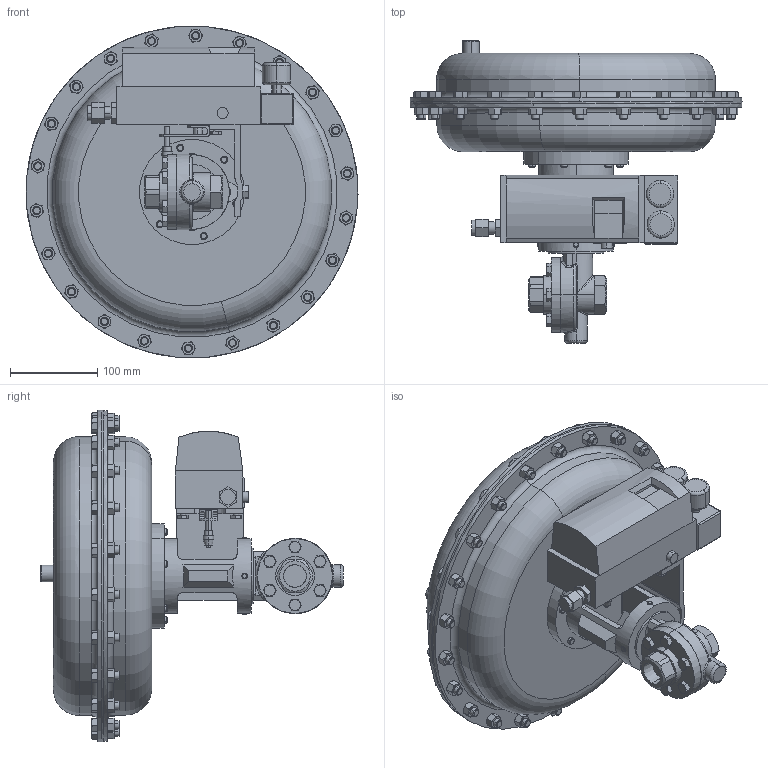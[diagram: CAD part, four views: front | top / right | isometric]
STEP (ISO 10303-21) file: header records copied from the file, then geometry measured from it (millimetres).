
FILE_DESCRIPTION (( 'STEP AP203' ), '1' );
FILE_NAME ('70SP-075-DI+BR-PT-85M-16IQ.STEP', '2017-09-11T16:38:07', ( '' ), ( '' ), 'SwSTEP 2.0', 'SolidWorks 2014', '' );
FILE_SCHEMA (( 'CONFIG_CONTROL_DESIGN' ));
Length unit declared in the file: inch
Products named in the file (1): 70SP-075-DI+BR-PT-85M-16IQ
Bounding box: 380.96 x 347 x 380.89 mm (x, y, z)
Volume: 11074517.1 mm3; surface area: 514473.9 mm2
Topology: 1 solids, 1 shells, 1289 faces, 2948 edges, 1769 vertices
Faces by surface type: plane 547, cone 520, cylinder 179, torus 28, bspline 10, sphere 5
Entity records: 40520 total; most frequent: CARTESIAN_POINT 12890, ORIENTED_EDGE 5888, DIRECTION 5424, EDGE_CURVE 2944, AXIS2_PLACEMENT_3D 2193, VERTEX_POINT 1769, EDGE_LOOP 1405, ADVANCED_FACE 1289
